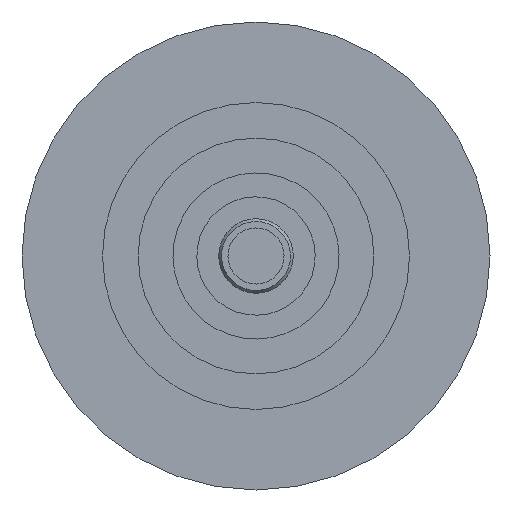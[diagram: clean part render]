
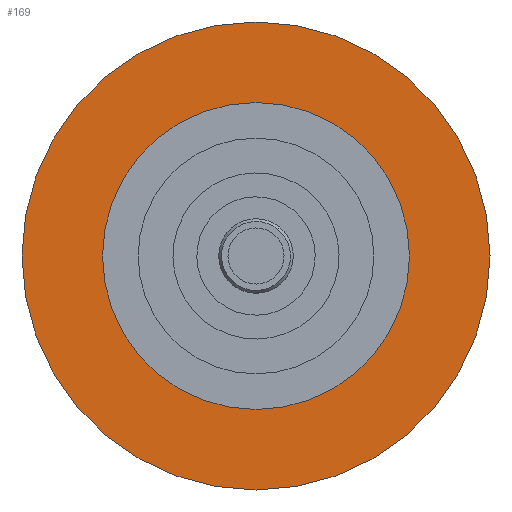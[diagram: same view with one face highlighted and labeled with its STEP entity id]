
A CAD part, front view. The second image highlights one B-rep face of the part: STEP entity #169.
In plain terms, the highlighted planar face has unit normal (0, -1, 0).
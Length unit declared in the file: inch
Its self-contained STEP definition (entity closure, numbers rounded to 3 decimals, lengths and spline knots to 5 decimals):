
#77 = AXIS2_PLACEMENT_3D ( 'NONE', #2241, #2193, #2251 ) ;
#83 = EDGE_CURVE ( 'NONE', #1921, #1257, #132, .T. ) ;
#101 = AXIS2_PLACEMENT_3D ( 'NONE', #150, #1193, #1214 ) ;
#132 = CIRCLE ( 'NONE', #77, 0.515 ) ;
#150 = CARTESIAN_POINT ( 'NONE',  ( 0., 0., 0. ) ) ;
#169 = ADVANCED_FACE ( 'NONE', ( #2348, #2325 ), #430, .T. ) ;
#334 = CIRCLE ( 'NONE', #101, 0.515 ) ;
#337 = VERTEX_POINT ( 'NONE', #1375 ) ;
#430 = PLANE ( 'NONE',  #1879 ) ;
#432 = DIRECTION ( 'NONE',  ( 0., -1., 0. ) ) ;
#438 = DIRECTION ( 'NONE',  ( 0., 0., -1. ) ) ;
#575 = CARTESIAN_POINT ( 'NONE',  ( -0.785, 0., 0. ) ) ;
#823 = CIRCLE ( 'NONE', #1437, 0.785 ) ;
#852 = CIRCLE ( 'NONE', #1198, 0.785 ) ;
#1193 = DIRECTION ( 'NONE',  ( 0., 1., 0. ) ) ;
#1198 = AXIS2_PLACEMENT_3D ( 'NONE', #1852, #1698, #1584 ) ;
#1214 = DIRECTION ( 'NONE',  ( 0., 0., 1. ) ) ;
#1257 = VERTEX_POINT ( 'NONE', #2208 ) ;
#1375 = CARTESIAN_POINT ( 'NONE',  ( 0., 0., 0.785 ) ) ;
#1411 = DIRECTION ( 'NONE',  ( 0., 0., 1. ) ) ;
#1437 = AXIS2_PLACEMENT_3D ( 'NONE', #1738, #1726, #1411 ) ;
#1466 = ORIENTED_EDGE ( 'NONE', *, *, #2074, .T. ) ;
#1485 = EDGE_CURVE ( 'NONE', #337, #1859, #852, .T. ) ;
#1487 = EDGE_LOOP ( 'NONE', ( #1883, #1466 ) ) ;
#1497 = EDGE_LOOP ( 'NONE', ( #1816, #1857 ) ) ;
#1517 = EDGE_CURVE ( 'NONE', #1859, #337, #823, .T. ) ;
#1584 = DIRECTION ( 'NONE',  ( 0., 0., 1. ) ) ;
#1698 = DIRECTION ( 'NONE',  ( 0., 1., 0. ) ) ;
#1726 = DIRECTION ( 'NONE',  ( 0., 1., 0. ) ) ;
#1738 = CARTESIAN_POINT ( 'NONE',  ( 0., 0., 0. ) ) ;
#1766 = CARTESIAN_POINT ( 'NONE',  ( 0., 0., 0.515 ) ) ;
#1816 = ORIENTED_EDGE ( 'NONE', *, *, #1485, .F. ) ;
#1852 = CARTESIAN_POINT ( 'NONE',  ( 0., 0., 0. ) ) ;
#1857 = ORIENTED_EDGE ( 'NONE', *, *, #1517, .F. ) ;
#1859 = VERTEX_POINT ( 'NONE', #2023 ) ;
#1879 = AXIS2_PLACEMENT_3D ( 'NONE', #575, #432, #438 ) ;
#1883 = ORIENTED_EDGE ( 'NONE', *, *, #83, .T. ) ;
#1921 = VERTEX_POINT ( 'NONE', #1766 ) ;
#2023 = CARTESIAN_POINT ( 'NONE',  ( 0., 0., -0.785 ) ) ;
#2074 = EDGE_CURVE ( 'NONE', #1257, #1921, #334, .T. ) ;
#2193 = DIRECTION ( 'NONE',  ( 0., 1., 0. ) ) ;
#2208 = CARTESIAN_POINT ( 'NONE',  ( 0., 0., -0.515 ) ) ;
#2241 = CARTESIAN_POINT ( 'NONE',  ( 0., 0., 0. ) ) ;
#2251 = DIRECTION ( 'NONE',  ( 0., 0., 1. ) ) ;
#2325 = FACE_OUTER_BOUND ( 'NONE', #1497, .T. ) ;
#2348 = FACE_BOUND ( 'NONE', #1487, .T. ) ;
